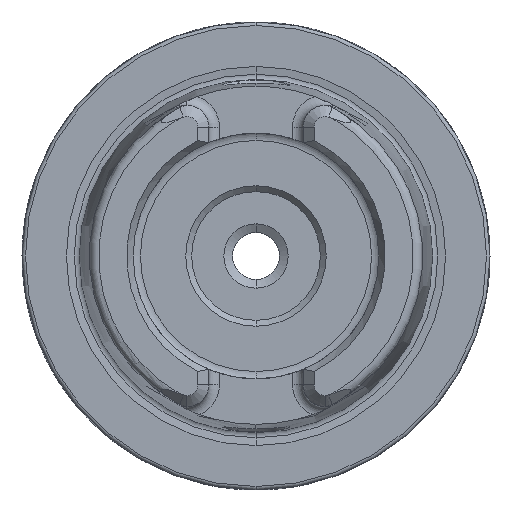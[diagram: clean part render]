
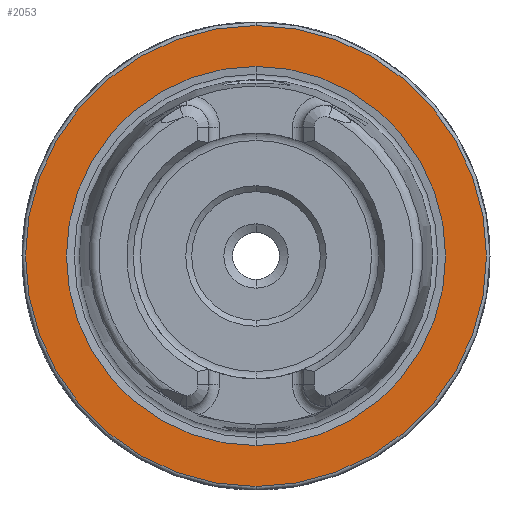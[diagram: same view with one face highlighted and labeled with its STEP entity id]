
A CAD part, left-side view. The second image highlights one B-rep face of the part: STEP entity #2053.
In plain terms, the highlighted planar face has unit normal (-1, 0, 0).
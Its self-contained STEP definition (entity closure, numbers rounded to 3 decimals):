
#26 = CARTESIAN_POINT ( 'NONE',  ( 0., 0., 0. ) ) ;
#85 = CIRCLE ( 'NONE', #2959, 19.7 ) ;
#150 = CARTESIAN_POINT ( 'NONE',  ( 0., 0., 0. ) ) ;
#192 = VERTEX_POINT ( 'NONE', #7003 ) ;
#626 = DIRECTION ( 'NONE',  ( 0., 0., 1. ) ) ;
#754 = DIRECTION ( 'NONE',  ( 0., 0., 1. ) ) ;
#1052 = CARTESIAN_POINT ( 'NONE',  ( 0., 0., 0. ) ) ;
#1408 = CARTESIAN_POINT ( 'NONE',  ( 0., 0., 19.7 ) ) ;
#1682 = DIRECTION ( 'NONE',  ( 0., 0., 1. ) ) ;
#2053 = ADVANCED_FACE ( 'NONE', ( #6923, #3894 ), #3848, .F. ) ;
#2095 = DIRECTION ( 'NONE',  ( 1., 0., 0. ) ) ;
#2169 = EDGE_LOOP ( 'NONE', ( #3794, #6182 ) ) ;
#2527 = ORIENTED_EDGE ( 'NONE', *, *, #7131, .F. ) ;
#2818 = AXIS2_PLACEMENT_3D ( 'NONE', #26, #4325, #626 ) ;
#2833 = CARTESIAN_POINT ( 'NONE',  ( 0., 0., 0. ) ) ;
#2959 = AXIS2_PLACEMENT_3D ( 'NONE', #1052, #5350, #1682 ) ;
#3084 = AXIS2_PLACEMENT_3D ( 'NONE', #2833, #7078, #3460 ) ;
#3337 = EDGE_CURVE ( 'NONE', #7229, #7379, #5861, .T. ) ;
#3460 = DIRECTION ( 'NONE',  ( 0., 0., 1. ) ) ;
#3794 = ORIENTED_EDGE ( 'NONE', *, *, #5911, .T. ) ;
#3848 = PLANE ( 'NONE',  #4525 ) ;
#3894 = FACE_OUTER_BOUND ( 'NONE', #2169, .T. ) ;
#4325 = DIRECTION ( 'NONE',  ( -1., 0., 0. ) ) ;
#4447 = DIRECTION ( 'NONE',  ( -1., 0., 0. ) ) ;
#4525 = AXIS2_PLACEMENT_3D ( 'NONE', #4551, #2095, #6370 ) ;
#4551 = CARTESIAN_POINT ( 'NONE',  ( 0., 19.7, 0. ) ) ;
#4936 = CARTESIAN_POINT ( 'NONE',  ( 0., 0., -16.207 ) ) ;
#5159 = ORIENTED_EDGE ( 'NONE', *, *, #3337, .F. ) ;
#5350 = DIRECTION ( 'NONE',  ( -1., 0., 0. ) ) ;
#5612 = AXIS2_PLACEMENT_3D ( 'NONE', #150, #4447, #754 ) ;
#5861 = CIRCLE ( 'NONE', #5612, 16.207 ) ;
#5911 = EDGE_CURVE ( 'NONE', #6351, #192, #85, .T. ) ;
#6083 = CIRCLE ( 'NONE', #2818, 16.207 ) ;
#6182 = ORIENTED_EDGE ( 'NONE', *, *, #6484, .T. ) ;
#6351 = VERTEX_POINT ( 'NONE', #1408 ) ;
#6367 = CARTESIAN_POINT ( 'NONE',  ( 0., 0., 16.207 ) ) ;
#6370 = DIRECTION ( 'NONE',  ( 0., 0., -1. ) ) ;
#6484 = EDGE_CURVE ( 'NONE', #192, #6351, #7107, .T. ) ;
#6650 = EDGE_LOOP ( 'NONE', ( #2527, #5159 ) ) ;
#6923 = FACE_BOUND ( 'NONE', #6650, .T. ) ;
#7003 = CARTESIAN_POINT ( 'NONE',  ( 0., 0., -19.7 ) ) ;
#7078 = DIRECTION ( 'NONE',  ( -1., 0., 0. ) ) ;
#7107 = CIRCLE ( 'NONE', #3084, 19.7 ) ;
#7131 = EDGE_CURVE ( 'NONE', #7379, #7229, #6083, .T. ) ;
#7229 = VERTEX_POINT ( 'NONE', #4936 ) ;
#7379 = VERTEX_POINT ( 'NONE', #6367 ) ;
